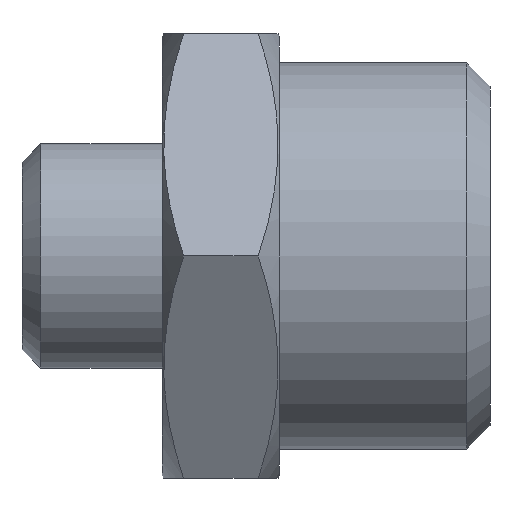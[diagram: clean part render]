
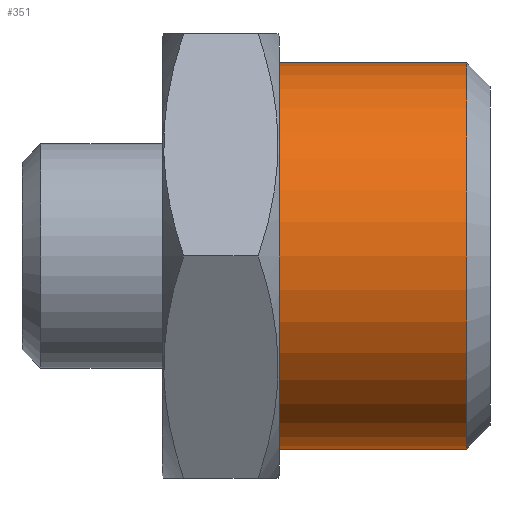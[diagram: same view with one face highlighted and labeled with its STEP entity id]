
A CAD part, left-side view. The second image highlights one B-rep face of the part: STEP entity #351.
In plain terms, the highlighted cylindrical face has radius 8.25 mm (diameter 16.5 mm), a partial arc.
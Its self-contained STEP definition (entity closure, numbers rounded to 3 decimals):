
#86 = EDGE_CURVE ( 'NONE', #92, #97, #591, .T. ) ;
#89 = VERTEX_POINT ( 'NONE', #582 ) ;
#90 = VERTEX_POINT ( 'NONE', #581 ) ;
#91 = EDGE_CURVE ( 'NONE', #90, #89, #580, .T. ) ;
#92 = VERTEX_POINT ( 'NONE', #596 ) ;
#97 = VERTEX_POINT ( 'NONE', #579 ) ;
#162 = CIRCLE ( 'NONE', #173, 8.25 ) ;
#173 = AXIS2_PLACEMENT_3D ( 'NONE', #179, #178, #182 ) ;
#178 = DIRECTION ( 'NONE',  ( 0., -1., 0. ) ) ;
#179 = CARTESIAN_POINT ( 'NONE',  ( 0., 1., 0. ) ) ;
#182 = DIRECTION ( 'NONE',  ( 0., 0., -1. ) ) ;
#214 = CYLINDRICAL_SURFACE ( 'NONE', #218, 8.25 ) ;
#215 = DIRECTION ( 'NONE',  ( 0., 0., -1. ) ) ;
#216 = DIRECTION ( 'NONE',  ( 0., -1., 0. ) ) ;
#217 = CARTESIAN_POINT ( 'NONE',  ( 0., -6.209, 0. ) ) ;
#218 = AXIS2_PLACEMENT_3D ( 'NONE', #217, #216, #215 ) ;
#219 = FACE_OUTER_BOUND ( 'NONE', #255, .T. ) ;
#255 = EDGE_LOOP ( 'NONE', ( #312, #313, #384, #281 ) ) ;
#281 = ORIENTED_EDGE ( 'NONE', *, *, #323, .F. ) ;
#312 = ORIENTED_EDGE ( 'NONE', *, *, #86, .F. ) ;
#313 = ORIENTED_EDGE ( 'NONE', *, *, #314, .T. ) ;
#314 = EDGE_CURVE ( 'NONE', #92, #90, #867, .T. ) ;
#323 = EDGE_CURVE ( 'NONE', #97, #89, #162, .T. ) ;
#351 = ADVANCED_FACE ( 'NONE', ( #219 ), #214, .T. ) ;
#384 = ORIENTED_EDGE ( 'NONE', *, *, #91, .T. ) ;
#579 = CARTESIAN_POINT ( 'NONE',  ( 0., 1., 8.25 ) ) ;
#580 = LINE ( 'NONE', #587, #586 ) ;
#581 = CARTESIAN_POINT ( 'NONE',  ( 0., 9., -8.25 ) ) ;
#582 = CARTESIAN_POINT ( 'NONE',  ( 0., 1., -8.25 ) ) ;
#584 = VECTOR ( 'NONE', #606, 1000. ) ;
#585 = DIRECTION ( 'NONE',  ( 0., -1., 0. ) ) ;
#586 = VECTOR ( 'NONE', #585, 1000. ) ;
#587 = CARTESIAN_POINT ( 'NONE',  ( 0., -6.209, -8.25 ) ) ;
#591 = LINE ( 'NONE', #607, #584 ) ;
#596 = CARTESIAN_POINT ( 'NONE',  ( 0., 9., 8.25 ) ) ;
#606 = DIRECTION ( 'NONE',  ( 0., -1., 0. ) ) ;
#607 = CARTESIAN_POINT ( 'NONE',  ( 0., -6.209, 8.25 ) ) ;
#731 = DIRECTION ( 'NONE',  ( 0., 0., -1. ) ) ;
#732 = DIRECTION ( 'NONE',  ( 0., -1., 0. ) ) ;
#733 = CARTESIAN_POINT ( 'NONE',  ( 0., 9., 0. ) ) ;
#866 = AXIS2_PLACEMENT_3D ( 'NONE', #733, #732, #731 ) ;
#867 = CIRCLE ( 'NONE', #866, 8.25 ) ;
